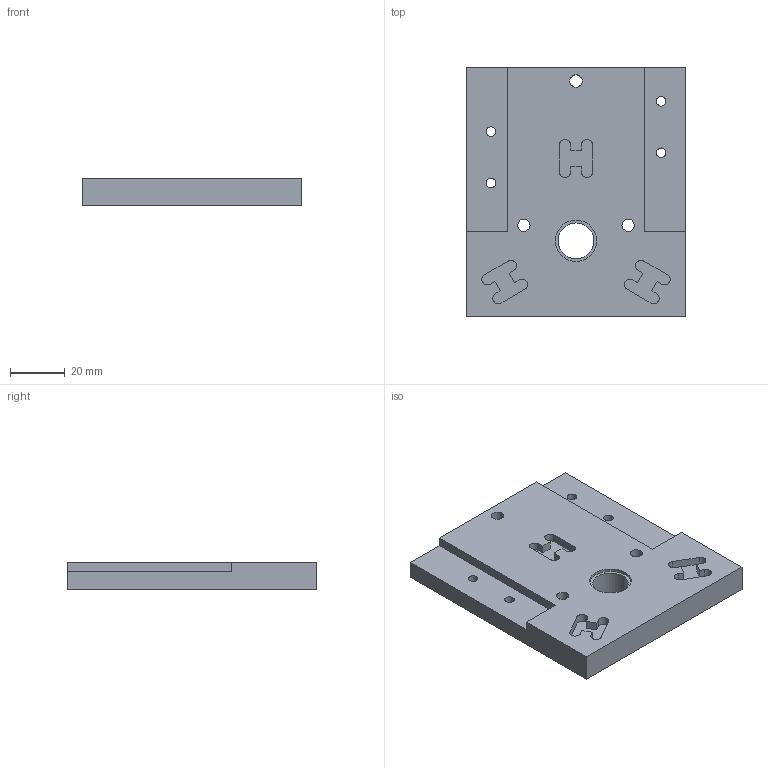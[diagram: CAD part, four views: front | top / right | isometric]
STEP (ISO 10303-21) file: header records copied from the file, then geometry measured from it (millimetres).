
FILE_DESCRIPTION (( 'STEP AP214' ), '1' );
FILE_NAME ('Coupling Plate - Aluminium.STEP', '2021-11-04T10:03:53', ( '' ), ( '' ), 'SwSTEP 2.0', 'SolidWorks 2021', '' );
FILE_SCHEMA (( 'AUTOMOTIVE_DESIGN' ));
Length unit declared in the file: millimetre
Products named in the file (1): Coupling Plate - Aluminium
Bounding box: 80 x 91 x 10 mm (x, y, z)
Volume: 63409.5 mm3; surface area: 19219.8 mm2
Topology: 1 solids, 1 shells, 74 faces, 204 edges, 136 vertices
Faces by surface type: plane 40, cylinder 34
Entity records: 2442 total; most frequent: DIRECTION 422, CARTESIAN_POINT 415, ORIENTED_EDGE 408, EDGE_CURVE 204, AXIS2_PLACEMENT_3D 143, LINE 136, VERTEX_POINT 136, VECTOR 136
